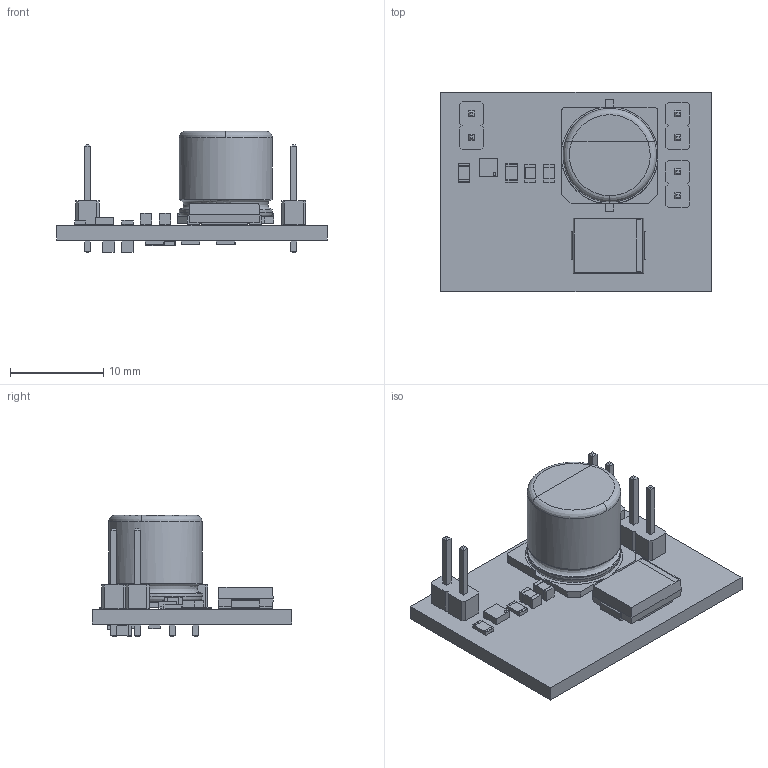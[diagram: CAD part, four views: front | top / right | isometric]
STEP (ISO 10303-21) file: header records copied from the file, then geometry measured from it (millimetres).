
FILE_DESCRIPTION(('KiCad electronic assembly'),'2;1');
FILE_NAME('PowerSupply.step','2022-09-29T10:01:57',('Pcbnew'),('Kicad'), 'Open CASCADE STEP processor 7.6','KiCad to STEP converter','Unknown' );
FILE_SCHEMA(('AUTOMOTIVE_DESIGN { 1 0 10303 214 1 1 1 1 }'));
Length unit declared in the file: millimetre
Products named in the file (16): PowerSupply 1; C_0805_2012Metric; SOLID; Texas_DQK; R_0805_2012Metric; PinHeader_1x02_P2.54mm_Vertical; CP_Elec_10x10; D_SMC; R_1206_3216Metric; _autosave-PowerSupply PCB
Assembly tree (25 placements, depth 3):
  PowerSupply 1
    C_0805_2012Metric  x4
      SOLID
    Texas_DQK
      SOLID
    R_0805_2012Metric  x6
      SOLID
    PinHeader_1x02_P2.54mm_Vertical  x3
      SOLID
    CP_Elec_10x10
      SOLID
    D_SMC
      SOLID
    R_1206_3216Metric
      SOLID
    _autosave-PowerSupply PCB
Bounding box: 28.96 x 21.34 x 13 mm (x, y, z)
Volume: 2004.8 mm3; surface area: 2619.2 mm2
Topology: 18 solids, 18 shells, 588 faces, 1492 edges, 963 vertices
Faces by surface type: bspline 576, plane 6, cylinder 6
Full cylindrical faces by diameter (mm): 1 x6
Entity records: 17936 total; most frequent: CARTESIAN_POINT 6604, B_SPLINE_CURVE_WITH_KNOTS 1800, ORIENTED_EDGE 1384, PCURVE 1384, DEFINITIONAL_REPRESENTATION 1384, EDGE_CURVE 692, SURFACE_CURVE 679, VERTEX_POINT 447
